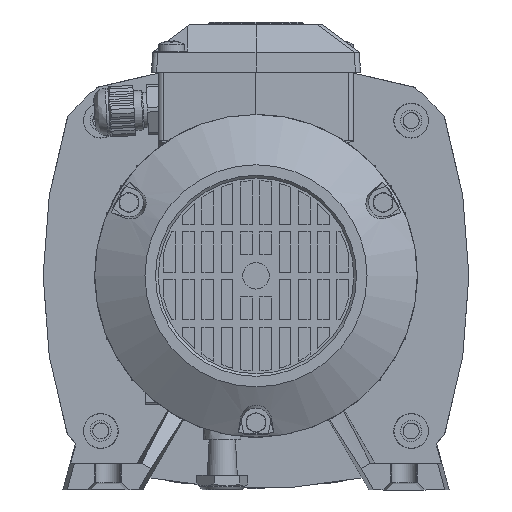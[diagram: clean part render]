
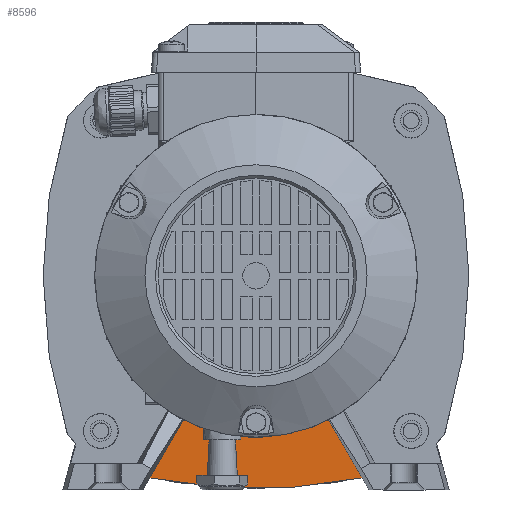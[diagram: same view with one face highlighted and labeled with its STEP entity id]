
A CAD part, left-side view. The second image highlights one B-rep face of the part: STEP entity #8596.
In plain terms, the highlighted face is planar.
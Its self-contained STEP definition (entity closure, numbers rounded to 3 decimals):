
#7918=CARTESIAN_POINT('',(-10.,-47.549,23.411));
#7919=VERTEX_POINT('',#7918);
#7926=CARTESIAN_POINT('',(-10.,-52.417,7.842));
#7927=VERTEX_POINT('',#7926);
#7928=CARTESIAN_POINT('',(-10.,0.0,0.0));
#7929=DIRECTION('',(1.0,0.0,0.0));
#7930=DIRECTION('',(0.0,1.0,0.0));
#7931=AXIS2_PLACEMENT_3D('',#7928,#7929,#7930);
#7932=CIRCLE('',#7931,53.);
#7933=EDGE_CURVE('',#7919,#7927,#7932,.T.);
#7952=CARTESIAN_POINT('',(-10.,-52.491,-7.33));
#7953=VERTEX_POINT('',#7952);
#7960=CARTESIAN_POINT('',(-10.,-47.549,-23.411));
#7961=VERTEX_POINT('',#7960);
#7962=CARTESIAN_POINT('',(-10.,0.0,0.0));
#7963=DIRECTION('',(1.0,0.0,0.0));
#7964=DIRECTION('',(0.0,1.0,0.0));
#7965=AXIS2_PLACEMENT_3D('',#7962,#7963,#7964);
#7966=CIRCLE('',#7965,53.);
#7967=EDGE_CURVE('',#7953,#7961,#7966,.T.);
#8541=CARTESIAN_POINT('',(-10.,-80.511,-80.511));
#8542=DIRECTION('',(-1.0,0.0,0.0));
#8543=DIRECTION('',(0.0,0.0,1.0));
#8544=AXIS2_PLACEMENT_3D('',#8541,#8542,#8543);
#8545=PLANE('',#8544);
#8546=CARTESIAN_POINT('',(-10.,-76.44,-40.091));
#8547=VERTEX_POINT('',#8546);
#8548=CARTESIAN_POINT('',(-10.,-76.44,-40.091));
#8549=DIRECTION('',(0.,0.866,0.5));
#8550=VECTOR('',#8549,33.361);
#8551=LINE('',#8548,#8550);
#8552=EDGE_CURVE('',#8547,#7961,#8551,.T.);
#8553=ORIENTED_EDGE('',*,*,#8552,.T.);
#8554=ORIENTED_EDGE('',*,*,#7967,.F.);
#8555=CARTESIAN_POINT('',(-10.,-61.094,-2.362));
#8556=VERTEX_POINT('',#8555);
#8557=CARTESIAN_POINT('',(-10.,-52.491,-7.33));
#8558=DIRECTION('',(0.0,-0.866,0.5));
#8559=VECTOR('',#8558,9.935);
#8560=LINE('',#8557,#8559);
#8561=EDGE_CURVE('',#7953,#8556,#8560,.T.);
#8562=ORIENTED_EDGE('',*,*,#8561,.T.);
#8563=CARTESIAN_POINT('',(-10.,-61.074,2.844));
#8564=VERTEX_POINT('',#8563);
#8565=CARTESIAN_POINT('',(-10.,0.0,0.0));
#8566=DIRECTION('',(-1.,0.0,0.0));
#8567=DIRECTION('',(0.0,-0.866,-0.5));
#8568=AXIS2_PLACEMENT_3D('',#8565,#8566,#8567);
#8569=CIRCLE('',#8568,61.14);
#8570=EDGE_CURVE('',#8556,#8564,#8569,.T.);
#8571=ORIENTED_EDGE('',*,*,#8570,.T.);
#8572=CARTESIAN_POINT('',(-10.,-61.074,2.844));
#8573=DIRECTION('',(0.0,0.866,0.5));
#8574=VECTOR('',#8573,9.997);
#8575=LINE('',#8572,#8574);
#8576=EDGE_CURVE('',#8564,#7927,#8575,.T.);
#8577=ORIENTED_EDGE('',*,*,#8576,.T.);
#8578=ORIENTED_EDGE('',*,*,#7933,.F.);
#8579=CARTESIAN_POINT('',(-10.,-76.44,40.091));
#8580=VERTEX_POINT('',#8579);
#8581=CARTESIAN_POINT('',(-10.,-76.44,40.091));
#8582=DIRECTION('',(0.,0.866,-0.5));
#8583=VECTOR('',#8582,33.361);
#8584=LINE('',#8581,#8583);
#8585=EDGE_CURVE('',#8580,#7919,#8584,.T.);
#8586=ORIENTED_EDGE('',*,*,#8585,.F.);
#8587=CARTESIAN_POINT('',(-10.,119.5,0.));
#8588=DIRECTION('',(-1.0,0.0,0.0));
#8589=DIRECTION('',(0.0,0.0,1.0));
#8590=AXIS2_PLACEMENT_3D('',#8587,#8588,#8589);
#8591=CIRCLE('',#8590,200.0);
#8592=EDGE_CURVE('',#8547,#8580,#8591,.T.);
#8593=ORIENTED_EDGE('',*,*,#8592,.F.);
#8594=EDGE_LOOP('',(#8553,#8554,#8562,#8571,#8577,#8578,#8586,#8593));
#8595=FACE_OUTER_BOUND('',#8594,.T.);
#8596=ADVANCED_FACE('',(#8595),#8545,.F.);
